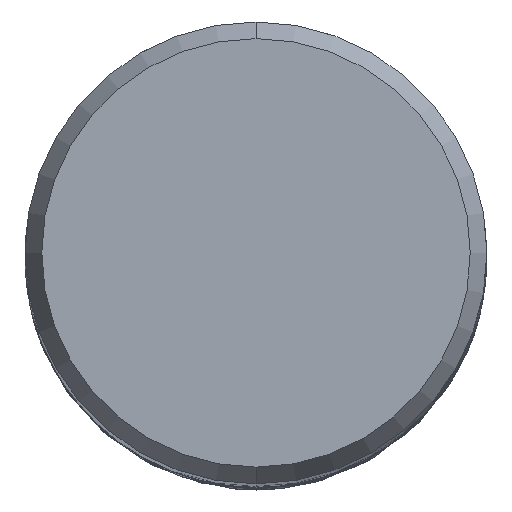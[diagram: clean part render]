
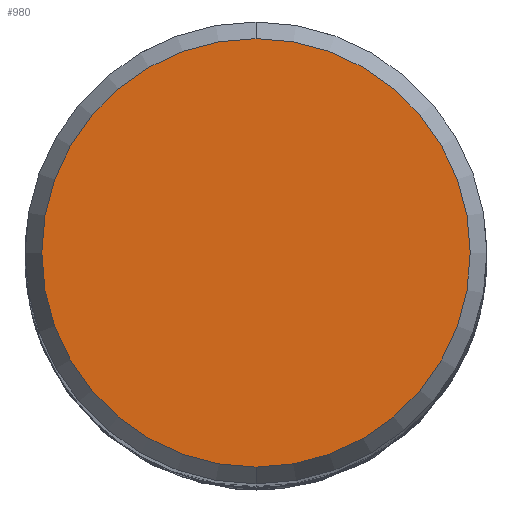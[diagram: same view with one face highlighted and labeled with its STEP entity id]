
A CAD part, top view. The second image highlights one B-rep face of the part: STEP entity #980.
In plain terms, the highlighted planar face has unit normal (0, 0, 1).
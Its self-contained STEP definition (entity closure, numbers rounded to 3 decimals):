
#944=EDGE_CURVE('',#1534,#1674,#2118,.T.);
#980=ADVANCED_FACE('',(#2155),#2156,.T.);
#1534=VERTEX_POINT('',#2760);
#1536=EDGE_CURVE('',#1674,#1534,#2762,.T.);
#1674=VERTEX_POINT('',#2915);
#2118=CIRCLE('',#7394,7.423);
#2155=FACE_OUTER_BOUND('',#7525,.T.);
#2156=PLANE('',#7526);
#2760=CARTESIAN_POINT('',(0.,-7.423,0.0));
#2762=CIRCLE('',#13758,7.423);
#2915=CARTESIAN_POINT('',(0.0,7.423,0.0));
#7394=AXIS2_PLACEMENT_3D('',#17604,#17605,#17606);
#7525=EDGE_LOOP('',(#17633,#17634));
#7526=AXIS2_PLACEMENT_3D('',#17635,#17636,#17637);
#13758=AXIS2_PLACEMENT_3D('',#18303,#18304,#18305);
#17604=CARTESIAN_POINT('',(0.0,0.0,0.0));
#17605=DIRECTION('',(0.0,0.0,-1.0));
#17606=DIRECTION('',(0.0,1.0,0.0));
#17633=ORIENTED_EDGE('',*,*,#1536,.F.);
#17634=ORIENTED_EDGE('',*,*,#944,.F.);
#17635=CARTESIAN_POINT('',(0.0,3.711,0.0));
#17636=DIRECTION('',(-0.0,0.0,1.0));
#17637=DIRECTION('',(0.0,-1.0,0.0));
#18303=CARTESIAN_POINT('',(0.0,0.0,0.0));
#18304=DIRECTION('',(0.0,0.0,-1.0));
#18305=DIRECTION('',(0.0,1.0,0.0));
